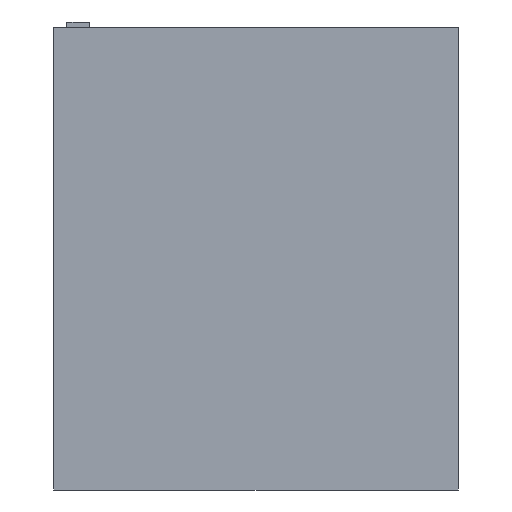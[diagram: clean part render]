
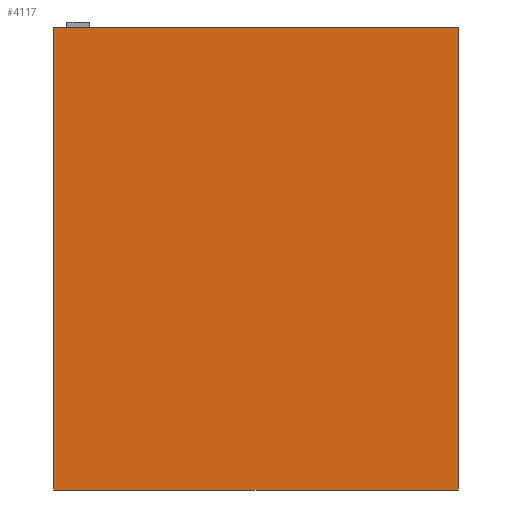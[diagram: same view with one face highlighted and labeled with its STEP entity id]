
A CAD part, front view. The second image highlights one B-rep face of the part: STEP entity #4117.
In plain terms, the highlighted planar face has unit normal (0, -1, 0).
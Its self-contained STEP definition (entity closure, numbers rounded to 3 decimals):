
#1084 = ORIENTED_EDGE ( 'NONE', *, *, #8571, .F. ) ;
#1214 = EDGE_LOOP ( 'NONE', ( #6672, #2568, #1084, #8204 ) ) ;
#1279 = FACE_OUTER_BOUND ( 'NONE', #1214, .T. ) ;
#1283 = EDGE_CURVE ( 'NONE', #2308, #9101, #11660, .T. ) ;
#1590 = VECTOR ( 'NONE', #2213, 1000. ) ;
#1852 = CARTESIAN_POINT ( 'NONE',  ( 700., -900., -400. ) ) ;
#2213 = DIRECTION ( 'NONE',  ( -1., 0., 0. ) ) ;
#2224 = VERTEX_POINT ( 'NONE', #1852 ) ;
#2228 = CARTESIAN_POINT ( 'NONE',  ( 700., -900., 400. ) ) ;
#2308 = VERTEX_POINT ( 'NONE', #4220 ) ;
#2568 = ORIENTED_EDGE ( 'NONE', *, *, #10923, .F. ) ;
#2807 = DIRECTION ( 'NONE',  ( 0., 0., -1. ) ) ;
#4069 = DIRECTION ( 'NONE',  ( 0., 1., 0. ) ) ;
#4117 = ADVANCED_FACE ( 'NONE', ( #1279 ), #12461, .F. ) ;
#4201 = DIRECTION ( 'NONE',  ( 0., 0., 1. ) ) ;
#4220 = CARTESIAN_POINT ( 'NONE',  ( 0., -900., 400. ) ) ;
#4840 = CARTESIAN_POINT ( 'NONE',  ( 700., -900., 400. ) ) ;
#4945 = VERTEX_POINT ( 'NONE', #12743 ) ;
#5074 = LINE ( 'NONE', #10967, #11243 ) ;
#5233 = AXIS2_PLACEMENT_3D ( 'NONE', #2228, #4069, #4201 ) ;
#5565 = CARTESIAN_POINT ( 'NONE',  ( 0., -900., -400. ) ) ;
#5612 = EDGE_CURVE ( 'NONE', #4945, #2308, #12376, .T. ) ;
#6672 = ORIENTED_EDGE ( 'NONE', *, *, #1283, .T. ) ;
#6934 = LINE ( 'NONE', #4840, #12243 ) ;
#7853 = DIRECTION ( 'NONE',  ( -1., 0., 0. ) ) ;
#8204 = ORIENTED_EDGE ( 'NONE', *, *, #5612, .T. ) ;
#8367 = VECTOR ( 'NONE', #11596, 1000. ) ;
#8571 = EDGE_CURVE ( 'NONE', #4945, #2224, #6934, .T. ) ;
#9101 = VERTEX_POINT ( 'NONE', #5565 ) ;
#10923 = EDGE_CURVE ( 'NONE', #2224, #9101, #5074, .T. ) ;
#10967 = CARTESIAN_POINT ( 'NONE',  ( 700., -900., -400. ) ) ;
#11243 = VECTOR ( 'NONE', #7853, 1000. ) ;
#11596 = DIRECTION ( 'NONE',  ( 0., 0., -1. ) ) ;
#11660 = LINE ( 'NONE', #11795, #8367 ) ;
#11795 = CARTESIAN_POINT ( 'NONE',  ( 0., -900., 400. ) ) ;
#12243 = VECTOR ( 'NONE', #2807, 1000. ) ;
#12376 = LINE ( 'NONE', #12574, #1590 ) ;
#12461 = PLANE ( 'NONE',  #5233 ) ;
#12574 = CARTESIAN_POINT ( 'NONE',  ( 700., -900., 400. ) ) ;
#12743 = CARTESIAN_POINT ( 'NONE',  ( 700., -900., 400. ) ) ;
